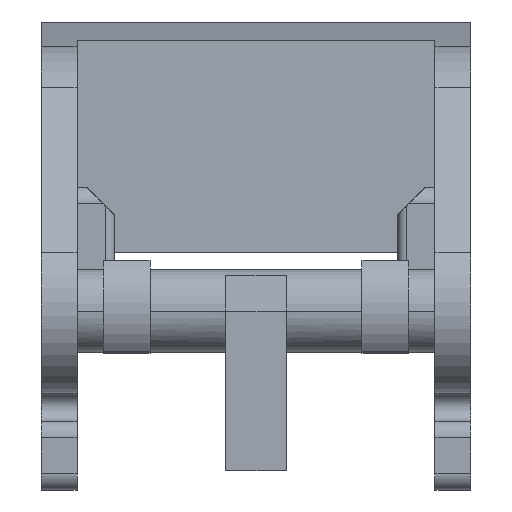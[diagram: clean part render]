
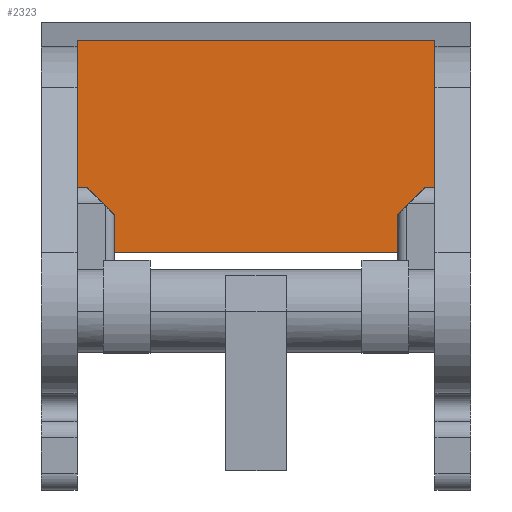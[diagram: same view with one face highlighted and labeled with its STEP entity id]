
A CAD part, left-side view. The second image highlights one B-rep face of the part: STEP entity #2323.
In plain terms, the highlighted planar face has unit normal (-1, 0, 0).
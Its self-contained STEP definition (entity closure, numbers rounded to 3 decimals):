
#341=DIRECTION('',(0.,1.,0.));
#342=VECTOR('',#341,13.);
#343=CARTESIAN_POINT('',(15.55,-6.5,0.242));
#344=LINE('',#343,#342);
#353=DIRECTION('',(0.,0.,-1.));
#354=VECTOR('',#353,7.697);
#355=CARTESIAN_POINT('',(15.55,-6.5,0.242));
#356=LINE('',#355,#354);
#371=DIRECTION('',(0.,1.,0.));
#372=VECTOR('',#371,13.);
#373=CARTESIAN_POINT('',(15.55,-6.5,-7.455));
#374=LINE('',#373,#372);
#595=DIRECTION('',(0.,0.,-1.));
#596=VECTOR('',#595,7.697);
#597=CARTESIAN_POINT('',(15.55,6.5,0.242));
#598=LINE('',#597,#596);
#1776=CARTESIAN_POINT('',(15.55,-6.5,0.242));
#1777=CARTESIAN_POINT('',(15.55,-6.5,-7.455));
#1778=VERTEX_POINT('',#1776);
#1779=VERTEX_POINT('',#1777);
#1780=CARTESIAN_POINT('',(15.55,6.5,0.242));
#1781=CARTESIAN_POINT('',(15.55,6.5,-7.455));
#1782=VERTEX_POINT('',#1780);
#1783=VERTEX_POINT('',#1781);
#2310=CARTESIAN_POINT('',(15.55,-6.5,2.601));
#2311=DIRECTION('',(1.,0.,0.));
#2312=DIRECTION('',(0.,1.,0.));
#2313=AXIS2_PLACEMENT_3D('',#2310,#2311,#2312);
#2314=PLANE('',#2313);
#2315=ORIENTED_EDGE('',*,*,#2160,.T.);
#2317=ORIENTED_EDGE('',*,*,#2316,.T.);
#2319=ORIENTED_EDGE('',*,*,#2318,.F.);
#2320=ORIENTED_EDGE('',*,*,#2297,.F.);
#2321=EDGE_LOOP('',(#2315,#2317,#2319,#2320));
#2322=FACE_OUTER_BOUND('',#2321,.F.);
#2160=EDGE_CURVE('',#1778,#1779,#356,.T.);
#2297=EDGE_CURVE('',#1778,#1782,#344,.T.);
#2316=EDGE_CURVE('',#1779,#1783,#374,.T.);
#2318=EDGE_CURVE('',#1782,#1783,#598,.T.);
#2323=ADVANCED_FACE('',(#2322),#2314,.F.);
